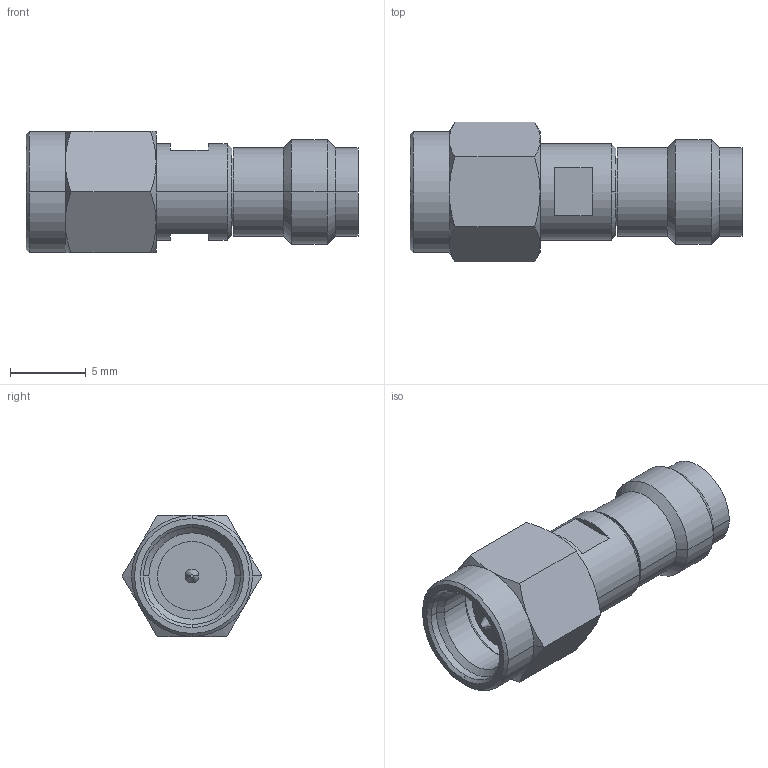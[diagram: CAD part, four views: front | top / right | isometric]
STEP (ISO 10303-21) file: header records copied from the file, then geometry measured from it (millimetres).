
FILE_DESCRIPTION (( 'STEP AP214' ), '1' );
FILE_NAME ('FMAD10140_3D.step', '2025-08-13T17:29:33', ( '' ), ( '' ), 'SwSTEP 2.0', 'SolidWorks 2022', '' );
FILE_SCHEMA (( 'AUTOMOTIVE_DESIGN' ));
Length unit declared in the file: millimetre
Products named in the file (1): FMAD10140_3D
Bounding box: 21.95 x 9.24 x 8 mm (x, y, z)
Volume: 697.7 mm3; surface area: 815.1 mm2
Topology: 1 solids, 1 shells, 110 faces, 253 edges, 154 vertices
Faces by surface type: cone 40, plane 38, cylinder 32
Entity records: 3310 total; most frequent: CARTESIAN_POINT 812, DIRECTION 534, ORIENTED_EDGE 502, EDGE_CURVE 251, AXIS2_PLACEMENT_3D 228, VERTEX_POINT 154, EDGE_LOOP 121, CIRCLE 117
